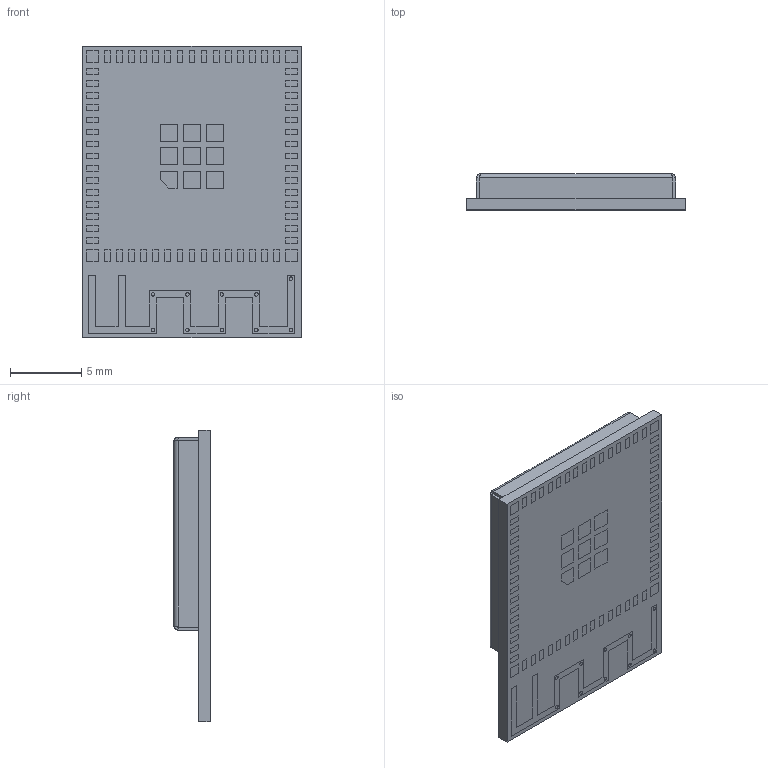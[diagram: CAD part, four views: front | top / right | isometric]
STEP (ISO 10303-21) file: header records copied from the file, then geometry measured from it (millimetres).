
FILE_DESCRIPTION (( 'STEP AP214' ), '1' );
FILE_NAME ('ESP32-S3-MINI-1-N8.STEP', '2022-01-07T20:59:42', ( '' ), ( '' ), 'SwSTEP 2.0', 'SolidWorks 2017', '' );
FILE_SCHEMA (( 'AUTOMOTIVE_DESIGN' ));
Length unit declared in the file: millimetre
Products named in the file (1): ESP32-S3-MINI-1-N8
Bounding box: 15.4 x 2.55 x 20.5 mm (x, y, z)
Volume: 306.1 mm3; surface area: 1491.8 mm2
Topology: 98 solids, 98 shells, 1094 faces, 2434 edges, 1612 vertices
Faces by surface type: plane 994, cylinder 92, bspline 8
Entity records: 30981 total; most frequent: CARTESIAN_POINT 5461, ORIENTED_EDGE 4868, DIRECTION 4760, EDGE_CURVE 2434, LINE 2250, VECTOR 2250, VERTEX_POINT 1612, AXIS2_PLACEMENT_3D 1255
